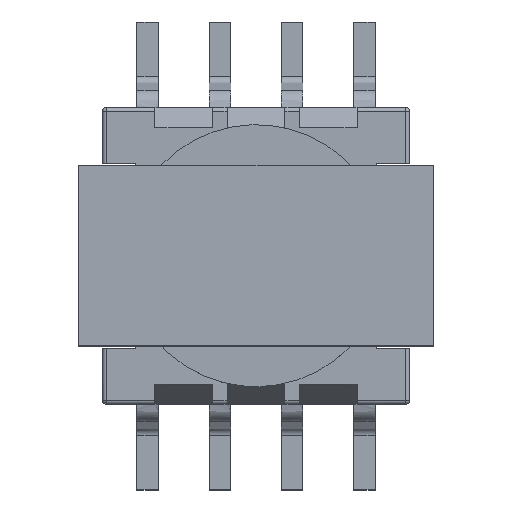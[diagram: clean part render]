
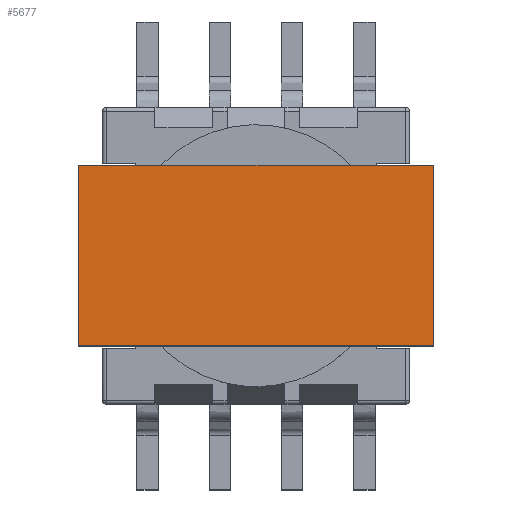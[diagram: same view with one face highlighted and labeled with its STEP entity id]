
A CAD part, top view. The second image highlights one B-rep face of the part: STEP entity #5677.
In plain terms, the highlighted free-form (B-spline) face has degree [1, 1] with [2, 2] control points.
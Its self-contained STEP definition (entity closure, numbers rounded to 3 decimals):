
#5532 = VERTEX_POINT('',#5533);
#5533 = CARTESIAN_POINT('',(-6.9,3.52,
    5.914));
#5538 = EDGE_CURVE('',#5532,#5539,#5541,.T.);
#5539 = VERTEX_POINT('',#5540);
#5540 = CARTESIAN_POINT('',(6.9,3.52,5.914
    ));
#5541 = B_SPLINE_CURVE_WITH_KNOTS('',1,(#5542,#5543),.UNSPECIFIED.,.F.,
  .F.,(2,2),(-0.15,9.65),.PIECEWISE_BEZIER_KNOTS.);
#5542 = CARTESIAN_POINT('',(-6.9,3.52,
    5.914));
#5543 = CARTESIAN_POINT('',(6.9,3.52,5.914
    ));
#5598 = VERTEX_POINT('',#5599);
#5599 = CARTESIAN_POINT('',(-6.9,-3.52,
    5.914));
#5612 = VERTEX_POINT('',#5613);
#5613 = CARTESIAN_POINT('',(6.9,-3.52,
    5.914));
#5618 = EDGE_CURVE('',#5598,#5612,#5619,.T.);
#5619 = B_SPLINE_CURVE_WITH_KNOTS('',1,(#5620,#5621),.UNSPECIFIED.,.F.,
  .F.,(2,2),(-0.15,9.65),.PIECEWISE_BEZIER_KNOTS.);
#5620 = CARTESIAN_POINT('',(-6.9,-3.52,
    5.914));
#5621 = CARTESIAN_POINT('',(6.9,-3.52,
    5.914));
#5662 = EDGE_CURVE('',#5532,#5598,#5663,.T.);
#5663 = B_SPLINE_CURVE_WITH_KNOTS('',1,(#5664,#5665),.UNSPECIFIED.,.F.,
  .F.,(2,2),(-0.,5.),.PIECEWISE_BEZIER_KNOTS.);
#5664 = CARTESIAN_POINT('',(-6.9,3.52,
    5.914));
#5665 = CARTESIAN_POINT('',(-6.9,-3.52,
    5.914));
#5677 = ADVANCED_FACE('',(#5678),#5688,.F.);
#5678 = FACE_BOUND('',#5679,.T.);
#5679 = EDGE_LOOP('',(#5680,#5681,#5686,#5687));
#5680 = ORIENTED_EDGE('',*,*,#5618,.T.);
#5681 = ORIENTED_EDGE('',*,*,#5682,.F.);
#5682 = EDGE_CURVE('',#5539,#5612,#5683,.T.);
#5683 = B_SPLINE_CURVE_WITH_KNOTS('',1,(#5684,#5685),.UNSPECIFIED.,.F.,
  .F.,(2,2),(-0.,5.),.PIECEWISE_BEZIER_KNOTS.);
#5684 = CARTESIAN_POINT('',(6.9,3.52,5.914
    ));
#5685 = CARTESIAN_POINT('',(6.9,-3.52,
    5.914));
#5686 = ORIENTED_EDGE('',*,*,#5538,.F.);
#5687 = ORIENTED_EDGE('',*,*,#5662,.T.);
#5688 = B_SPLINE_SURFACE_WITH_KNOTS('',1,1,(
    (#5689,#5690)
    ,(#5691,#5692
    )),.UNSPECIFIED.,.F.,.F.,.F.,(2,2),(2,2),(-9.65,0.15),(-5.,0.),
  .PIECEWISE_BEZIER_KNOTS.);
#5689 = CARTESIAN_POINT('',(6.9,-3.52,
    5.914));
#5690 = CARTESIAN_POINT('',(6.9,3.52,5.914
    ));
#5691 = CARTESIAN_POINT('',(-6.9,-3.52,
    5.914));
#5692 = CARTESIAN_POINT('',(-6.9,3.52,
    5.914));
